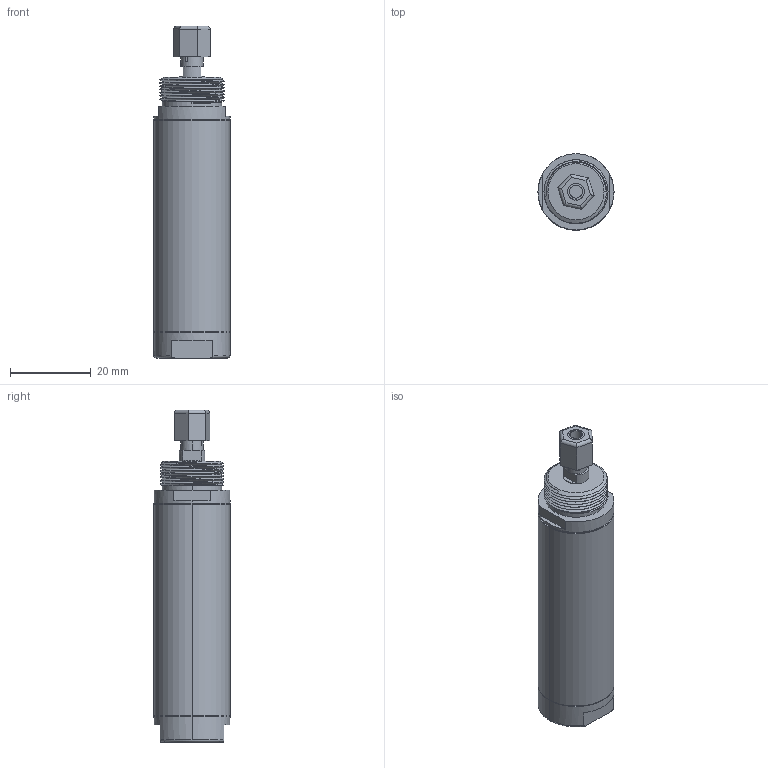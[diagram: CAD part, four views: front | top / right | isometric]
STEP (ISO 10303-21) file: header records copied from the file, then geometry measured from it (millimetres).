
FILE_DESCRIPTION (( 'STEP AP203' ), '1' );
FILE_NAME ('MMD5000 v01.STEP', '2011-09-29T03:03:50', ( ' ' ), ( ' ' ), 'SwSTEP 2.0', 'SolidWorks 2005339', '' );
FILE_SCHEMA (( 'CONFIG_CONTROL_DESIGN' ));
Length unit declared in the file: inch
Products named in the file (1): MMD5000 v01
Bounding box: 18.8 x 18.8 x 82.04 mm (x, y, z)
Volume: 17871.4 mm3; surface area: 6107.8 mm2
Topology: 1 solids, 1 shells, 117 faces, 319 edges, 204 vertices
Faces by surface type: cylinder 51, plane 50, cone 10, bspline 3, torus 3
Entity records: 5947 total; most frequent: CARTESIAN_POINT 2991, ORIENTED_EDGE 626, DIRECTION 596, EDGE_CURVE 313, AXIS2_PLACEMENT_3D 221, VERTEX_POINT 204, VECTOR 154, LINE 154
